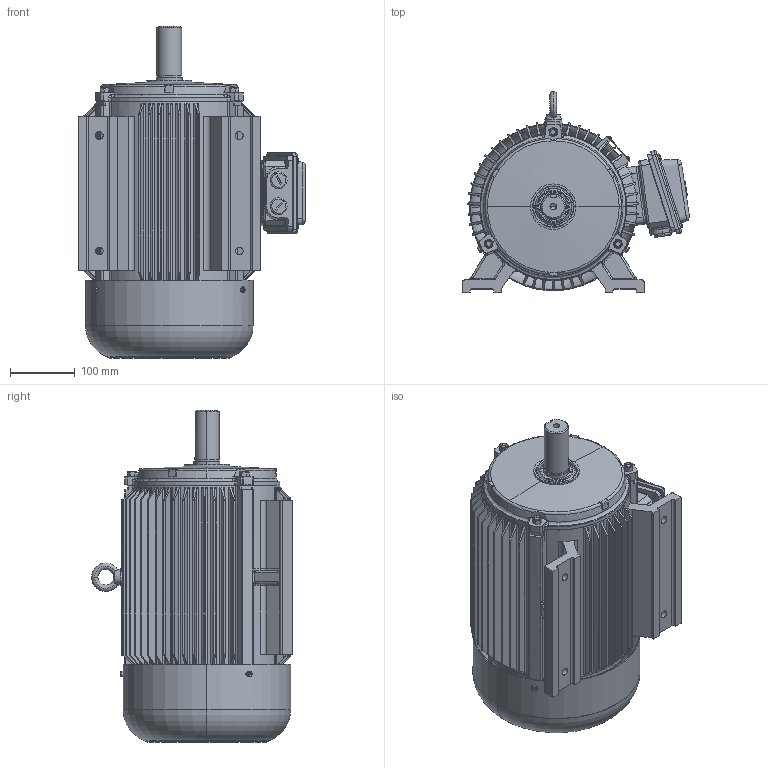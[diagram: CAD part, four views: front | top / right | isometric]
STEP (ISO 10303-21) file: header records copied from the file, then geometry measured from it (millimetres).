
FILE_DESCRIPTION (( 'STEP AP203' ), '1' );
FILE_NAME ('HGA132M3.STEP', '2011-11-07T00:06:44', ( 'CMG' ), ( 'CMG Pty Ltd' ), 'SwSTEP 2.0', 'SolidWorks 2011', '' );
FILE_SCHEMA (( 'CONFIG_CONTROL_DESIGN' ));
Length unit declared in the file: millimetre
Products named in the file (1): HGA132M3
Bounding box: 350.02 x 310 x 511.99 mm (x, y, z)
Volume: 5369743 mm3; surface area: 1581234.4 mm2
Topology: 27 solids, 27 shells, 3951 faces, 10669 edges, 6957 vertices
Faces by surface type: plane 2359, cylinder 819, bspline 398, torus 193, cone 170, sphere 12
Entity records: 153936 total; most frequent: CARTESIAN_POINT 57146, ORIENTED_EDGE 21274, DIRECTION 17774, EDGE_CURVE 10637, LINE 7132, VECTOR 7132, VERTEX_POINT 6949, AXIS2_PLACEMENT_3D 5321
